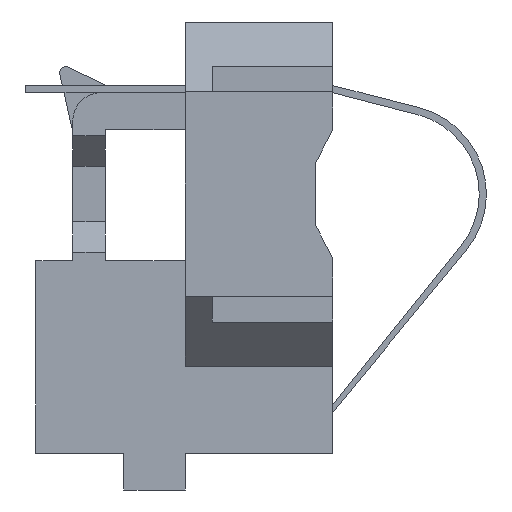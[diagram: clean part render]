
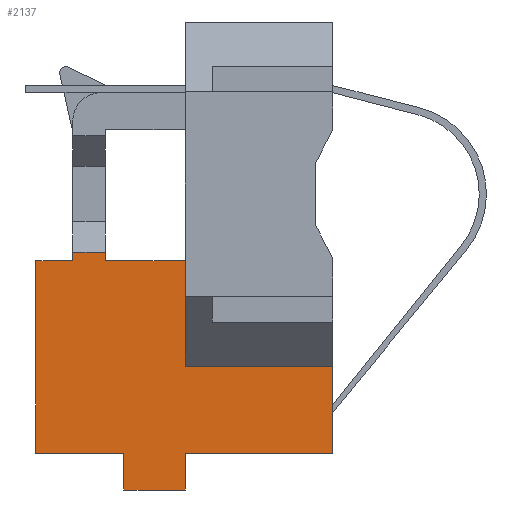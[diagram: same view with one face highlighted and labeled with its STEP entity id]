
A CAD part, left-side view. The second image highlights one B-rep face of the part: STEP entity #2137.
In plain terms, the highlighted planar face has unit normal (-1, 0, 0).
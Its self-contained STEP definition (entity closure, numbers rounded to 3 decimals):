
#225=VERTEX_POINT('',#2939);
#226=VERTEX_POINT('',#2941);
#279=VERTEX_POINT('',#3192);
#280=VERTEX_POINT('',#3194);
#301=VERTEX_POINT('',#3247);
#302=VERTEX_POINT('',#3249);
#316=VERTEX_POINT('',#3302);
#317=VERTEX_POINT('',#3304);
#318=VERTEX_POINT('',#3307);
#319=VERTEX_POINT('',#3309);
#323=VERTEX_POINT('',#3326);
#325=VERTEX_POINT('',#3332);
#332=VERTEX_POINT('',#3360);
#333=VERTEX_POINT('',#3363);
#420=VECTOR('',#2365,1.);
#486=VECTOR('',#2452,1.);
#510=VECTOR('',#2488,1.);
#538=VECTOR('',#2528,1.);
#541=VECTOR('',#2531,1.);
#550=VECTOR('',#2544,1.);
#553=VECTOR('',#2548,1.);
#566=VECTOR('',#2567,1.);
#567=VECTOR('',#2568,1.);
#568=VECTOR('',#2569,1.);
#569=VECTOR('',#2570,1.);
#570=VECTOR('',#2571,1.);
#571=VECTOR('',#2572,1.);
#572=VECTOR('',#2573,1.);
#703=LINE('',#2940,#420);
#769=LINE('',#3193,#486);
#793=LINE('',#3248,#510);
#821=LINE('',#3303,#538);
#824=LINE('',#3308,#541);
#833=LINE('',#3325,#550);
#836=LINE('',#3331,#553);
#849=LINE('',#3357,#566);
#850=LINE('',#3358,#567);
#851=LINE('',#3359,#568);
#852=LINE('',#3361,#569);
#853=LINE('',#3362,#570);
#854=LINE('',#3364,#571);
#855=LINE('',#3365,#572);
#995=EDGE_CURVE('',#225,#226,#703,.T.);
#1066=EDGE_CURVE('',#279,#280,#769,.F.);
#1092=EDGE_CURVE('',#302,#301,#793,.F.);
#1120=EDGE_CURVE('',#317,#316,#821,.F.);
#1123=EDGE_CURVE('',#319,#318,#824,.F.);
#1132=EDGE_CURVE('',#323,#319,#833,.F.);
#1135=EDGE_CURVE('',#280,#325,#836,.F.);
#1148=EDGE_CURVE('',#302,#318,#849,.T.);
#1149=EDGE_CURVE('',#301,#317,#850,.T.);
#1150=EDGE_CURVE('',#332,#316,#851,.F.);
#1151=EDGE_CURVE('',#332,#226,#852,.F.);
#1152=EDGE_CURVE('',#333,#225,#853,.T.);
#1153=EDGE_CURVE('',#325,#333,#854,.T.);
#1154=EDGE_CURVE('',#323,#279,#855,.T.);
#1549=ORIENTED_EDGE('',*,*,#1123,.T.);
#1550=ORIENTED_EDGE('',*,*,#1148,.F.);
#1551=ORIENTED_EDGE('',*,*,#1092,.T.);
#1552=ORIENTED_EDGE('',*,*,#1149,.T.);
#1553=ORIENTED_EDGE('',*,*,#1120,.T.);
#1554=ORIENTED_EDGE('',*,*,#1150,.F.);
#1555=ORIENTED_EDGE('',*,*,#1151,.T.);
#1556=ORIENTED_EDGE('',*,*,#995,.F.);
#1557=ORIENTED_EDGE('',*,*,#1152,.F.);
#1558=ORIENTED_EDGE('',*,*,#1153,.F.);
#1559=ORIENTED_EDGE('',*,*,#1135,.F.);
#1560=ORIENTED_EDGE('',*,*,#1066,.F.);
#1561=ORIENTED_EDGE('',*,*,#1154,.F.);
#1562=ORIENTED_EDGE('',*,*,#1132,.T.);
#1924=EDGE_LOOP('',(#1549,#1550,#1551,#1552,#1553,#1554,#1555,#1556,#1557,
#1558,#1559,#1560,#1561,#1562));
#2032=FACE_BOUND('',#1924,.T.);
#2137=ADVANCED_FACE('',(#2032),#3622,.F.);
#2252=AXIS2_PLACEMENT_3D('',#3356,#2566,$);
#2365=DIRECTION('',(0.,0.,-1.));
#2452=DIRECTION('',(0.,0.,-1.));
#2488=DIRECTION('',(0.,1.,0.));
#2528=DIRECTION('',(0.,1.,0.));
#2531=DIRECTION('',(0.,1.,0.));
#2544=DIRECTION('',(0.,0.,1.));
#2548=DIRECTION('',(0.,1.,0.));
#2566=DIRECTION('',(1.,0.,0.));
#2567=DIRECTION('',(0.,0.,1.));
#2568=DIRECTION('',(0.,0.,1.));
#2569=DIRECTION('',(0.,0.,1.));
#2570=DIRECTION('',(0.,-1.,0.));
#2571=DIRECTION('',(0.,-1.,0.));
#2572=DIRECTION('',(0.,0.,-1.));
#2573=DIRECTION('',(0.,-1.,0.));
#2939=CARTESIAN_POINT('',(-24.1,3.6,-3.25));
#2940=CARTESIAN_POINT('',(-24.1,3.6,1.775));
#2941=CARTESIAN_POINT('',(-24.1,3.6,-8.4));
#3192=CARTESIAN_POINT('',(-24.1,9.1,-3.25));
#3193=CARTESIAN_POINT('',(-24.1,9.1,-3.25));
#3194=CARTESIAN_POINT('',(-24.1,9.1,-2.85));
#3247=CARTESIAN_POINT('',(-24.1,3.6,-14.45));
#3248=CARTESIAN_POINT('',(-24.1,7.15,-14.45));
#3249=CARTESIAN_POINT('',(-24.1,6.6,-14.45));
#3302=CARTESIAN_POINT('',(-24.1,-3.6,-12.65));
#3303=CARTESIAN_POINT('',(-24.1,3.85,-12.65));
#3304=CARTESIAN_POINT('',(-24.1,3.6,-12.65));
#3307=CARTESIAN_POINT('',(-24.1,6.6,-12.65));
#3308=CARTESIAN_POINT('',(-24.1,3.85,-12.65));
#3309=CARTESIAN_POINT('',(-24.1,10.9,-12.65));
#3325=CARTESIAN_POINT('',(-24.1,10.9,0.15));
#3326=CARTESIAN_POINT('',(-24.1,10.9,-3.25));
#3331=CARTESIAN_POINT('',(-24.1,8.85,-2.85));
#3332=CARTESIAN_POINT('',(-24.1,7.5,-2.85));
#3356=CARTESIAN_POINT('',(-24.1,7.7,3.55));
#3357=CARTESIAN_POINT('',(-24.1,6.6,1.775));
#3358=CARTESIAN_POINT('',(-24.1,3.6,1.775));
#3359=CARTESIAN_POINT('',(-24.1,-3.6,1.775));
#3360=CARTESIAN_POINT('',(-24.1,-3.6,-8.4));
#3361=CARTESIAN_POINT('',(-24.1,5.65,-8.4));
#3362=CARTESIAN_POINT('',(-24.1,3.85,-3.25));
#3363=CARTESIAN_POINT('',(-24.1,7.5,-3.25));
#3364=CARTESIAN_POINT('',(-24.1,7.5,3.35));
#3365=CARTESIAN_POINT('',(-24.1,3.85,-3.25));
#3622=PLANE('',#2252);
